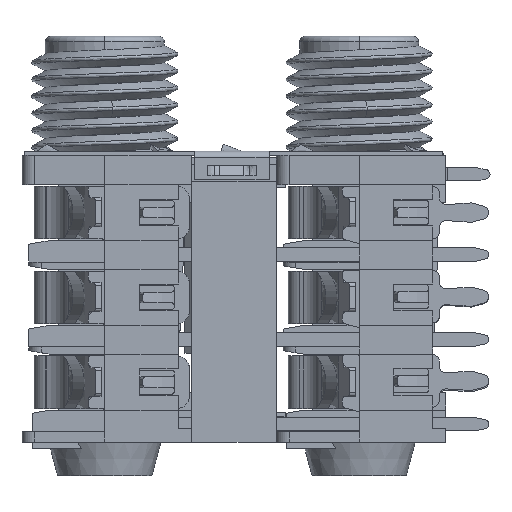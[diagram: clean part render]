
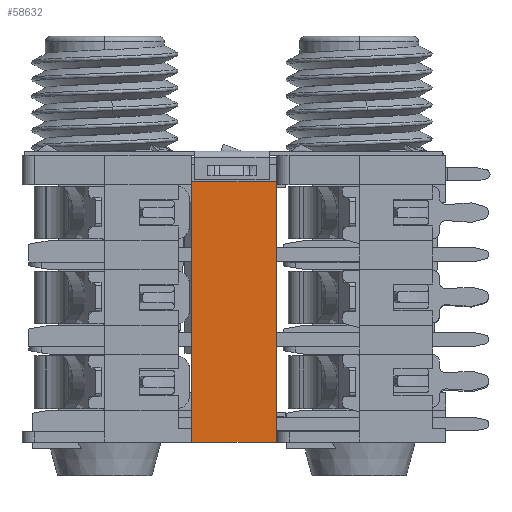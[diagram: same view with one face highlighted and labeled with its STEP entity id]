
A CAD part, left-side view. The second image highlights one B-rep face of the part: STEP entity #58632.
In plain terms, the highlighted planar face has unit normal (-1, 0, 0).
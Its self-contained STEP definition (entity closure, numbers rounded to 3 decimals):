
#1564=DIRECTION('',(0.,0.,-1.));
#1565=VECTOR('',#1564,18.25);
#1566=CARTESIAN_POINT('',(-7.1,-6.5,-2.2));
#1567=LINE('',#1566,#1565);
#9170=DIRECTION('',(0.,0.,1.));
#9171=VECTOR('',#9170,1.05);
#9172=CARTESIAN_POINT('',(-7.1,-6.5,-21.5));
#9173=LINE('',#9172,#9171);
#9238=DIRECTION('',(0.,0.,1.));
#9239=VECTOR('',#9238,0.2);
#9240=CARTESIAN_POINT('',(-7.1,-6.5,-2.2));
#9241=LINE('',#9240,#9239);
#9388=DIRECTION('',(0.,1.,0.));
#9389=VECTOR('',#9388,6.35);
#9390=CARTESIAN_POINT('',(-7.1,-12.85,-21.5));
#9391=LINE('',#9390,#9389);
#12987=DIRECTION('',(0.,-1.,0.));
#12988=VECTOR('',#12987,6.35);
#12989=CARTESIAN_POINT('',(-7.1,-6.5,-2.));
#12990=LINE('',#12989,#12988);
#12991=DIRECTION('',(0.,0.,-1.));
#12992=VECTOR('',#12991,19.5);
#12993=CARTESIAN_POINT('',(-7.1,-12.85,-2.));
#12994=LINE('',#12993,#12992);
#33984=CARTESIAN_POINT('',(-7.1,-12.85,-2.));
#33985=CARTESIAN_POINT('',(-7.1,-12.85,-21.5));
#33986=VERTEX_POINT('',#33984);
#33987=VERTEX_POINT('',#33985);
#34754=CARTESIAN_POINT('',(-7.1,-6.5,-21.5));
#34755=CARTESIAN_POINT('',(-7.1,-6.5,-20.45));
#34756=VERTEX_POINT('',#34754);
#34757=VERTEX_POINT('',#34755);
#34758=CARTESIAN_POINT('',(-7.1,-6.5,-2.2));
#34759=CARTESIAN_POINT('',(-7.1,-6.5,-2.));
#34760=VERTEX_POINT('',#34758);
#34761=VERTEX_POINT('',#34759);
#58619=CARTESIAN_POINT('',(-7.1,-12.85,-0.2));
#58620=DIRECTION('',(-1.,0.,0.));
#58621=DIRECTION('',(0.,1.,0.));
#58622=AXIS2_PLACEMENT_3D('',#58619,#58620,#58621);
#58623=PLANE('',#58622);
#58624=ORIENTED_EDGE('',*,*,#51691,.T.);
#58625=ORIENTED_EDGE('',*,*,#37783,.F.);
#58626=ORIENTED_EDGE('',*,*,#51773,.T.);
#58627=ORIENTED_EDGE('',*,*,#58607,.T.);
#58628=ORIENTED_EDGE('',*,*,#38162,.T.);
#58629=ORIENTED_EDGE('',*,*,#51901,.T.);
#58630=EDGE_LOOP('',(#58624,#58625,#58626,#58627,#58628,#58629));
#58631=FACE_OUTER_BOUND('',#58630,.F.);
#37783=EDGE_CURVE('',#34760,#34757,#1567,.T.);
#38162=EDGE_CURVE('',#33986,#33987,#12994,.T.);
#51691=EDGE_CURVE('',#34756,#34757,#9173,.T.);
#51773=EDGE_CURVE('',#34760,#34761,#9241,.T.);
#51901=EDGE_CURVE('',#33987,#34756,#9391,.T.);
#58607=EDGE_CURVE('',#34761,#33986,#12990,.T.);
#58632=ADVANCED_FACE('',(#58631),#58623,.T.);
